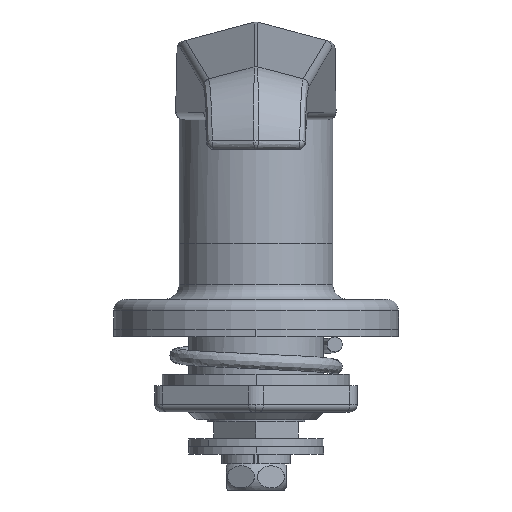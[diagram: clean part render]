
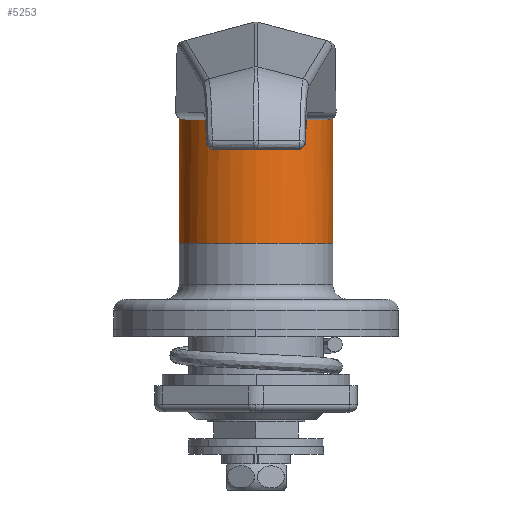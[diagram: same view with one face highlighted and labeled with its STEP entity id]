
A CAD part, front view. The second image highlights one B-rep face of the part: STEP entity #5253.
In plain terms, the highlighted cylindrical face has radius 10.25 mm (diameter 20.5 mm), a partial arc.
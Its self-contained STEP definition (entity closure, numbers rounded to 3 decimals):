
#1016 = ORIENTED_EDGE ( 'NONE', *, *, #7257, .T. ) ;
#1017 = ORIENTED_EDGE ( 'NONE', *, *, #7303, .F. ) ;
#1018 = ORIENTED_EDGE ( 'NONE', *, *, #7218, .T. ) ;
#1019 = ORIENTED_EDGE ( 'NONE', *, *, #7212, .F. ) ;
#1020 = ORIENTED_EDGE ( 'NONE', *, *, #7610, .F. ) ;
#1021 = ORIENTED_EDGE ( 'NONE', *, *, #7299, .F. ) ;
#1022 = ORIENTED_EDGE ( 'NONE', *, *, #7365, .F. ) ;
#1023 = ORIENTED_EDGE ( 'NONE', *, *, #7332, .F. ) ;
#1810 = VECTOR ( 'NONE', #4221, 1000. ) ;
#1815 = AXIS2_PLACEMENT_3D ( 'NONE', #6818, #6822, #6823 ) ;
#1914 = VECTOR ( 'NONE', #4456, 1000. ) ;
#1919 = AXIS2_PLACEMENT_3D ( 'NONE', #4434, #4441, #4442 ) ;
#2153 = EDGE_LOOP ( 'NONE', ( #1017, #1018, #1016, #1020, #1019, #1021, #1022, #1023 ) ) ;
#4219 = LINE ( 'NONE', #4220, #1810 ) ;
#4220 = CARTESIAN_POINT ( 'NONE',  ( 10.25, 0., 2. ) ) ;
#4221 = DIRECTION ( 'NONE',  ( 0., 0., 1. ) ) ;
#4434 = CARTESIAN_POINT ( 'NONE',  ( 0., 0., 0. ) ) ;
#4441 = DIRECTION ( 'NONE',  ( 0., 0., 1. ) ) ;
#4442 = DIRECTION ( 'NONE',  ( -1., 0., 0. ) ) ;
#4454 = LINE ( 'NONE', #4455, #1914 ) ;
#4455 = CARTESIAN_POINT ( 'NONE',  ( -10.25, 0., 2. ) ) ;
#4456 = DIRECTION ( 'NONE',  ( 0., 0., 1. ) ) ;
#4571 = CARTESIAN_POINT ( 'NONE',  ( -10.25, 0., 0.165 ) ) ;
#4572 = CARTESIAN_POINT ( 'NONE',  ( -10.25, -0.165, 0.17 ) ) ;
#4573 = CARTESIAN_POINT ( 'NONE',  ( -10.246, -0.33, 0.174 ) ) ;
#4574 = CARTESIAN_POINT ( 'NONE',  ( -10.238, -0.496, 0.175 ) ) ;
#4754 = CARTESIAN_POINT ( 'NONE',  ( -10.238, -0.496, 0.175 ) ) ;
#4755 = CARTESIAN_POINT ( 'NONE',  ( -10.209, -1.098, 0.182 ) ) ;
#4756 = CARTESIAN_POINT ( 'NONE',  ( -10.128, -1.687, 0.146 ) ) ;
#4757 = CARTESIAN_POINT ( 'NONE',  ( -9.931, -2.556, 0.078 ) ) ;
#4758 = CARTESIAN_POINT ( 'NONE',  ( -9.852, -2.843, 0.053 ) ) ;
#4759 = CARTESIAN_POINT ( 'NONE',  ( -9.67, -3.412, 0.014 ) ) ;
#4760 = CARTESIAN_POINT ( 'NONE',  ( -9.566, -3.695, 0. ) ) ;
#4761 = CARTESIAN_POINT ( 'NONE',  ( -9.45, -3.971, 0. ) ) ;
#5253 = ADVANCED_FACE ( 'NONE', ( #5536 ), #5548, .T. ) ;
#5536 = FACE_OUTER_BOUND ( 'NONE', #2153, .T. ) ;
#5544 = AXIS2_PLACEMENT_3D ( 'NONE', #10710, #10711, #10712 ) ;
#5548 = CYLINDRICAL_SURFACE ( 'NONE', #5544, 10.25 ) ;
#6775 = CARTESIAN_POINT ( 'NONE',  ( 9.45, -3.971, 0. ) ) ;
#6776 = CARTESIAN_POINT ( 'NONE',  ( 9.683, -3.416, 0. ) ) ;
#6777 = CARTESIAN_POINT ( 'NONE',  ( 9.864, -2.85, 0.054 ) ) ;
#6778 = CARTESIAN_POINT ( 'NONE',  ( 10.062, -1.979, 0.123 ) ) ;
#6779 = CARTESIAN_POINT ( 'NONE',  ( 10.115, -1.684, 0.145 ) ) ;
#6780 = CARTESIAN_POINT ( 'NONE',  ( 10.196, -1.089, 0.172 ) ) ;
#6781 = CARTESIAN_POINT ( 'NONE',  ( 10.224, -0.792, 0.179 ) ) ;
#6782 = CARTESIAN_POINT ( 'NONE',  ( 10.238, -0.496, 0.175 ) ) ;
#6818 = CARTESIAN_POINT ( 'NONE',  ( 0., 0., -16.5 ) ) ;
#6822 = DIRECTION ( 'NONE',  ( 0., 0., 1. ) ) ;
#6823 = DIRECTION ( 'NONE',  ( 1., 0., 0. ) ) ;
#6880 = B_SPLINE_CURVE_WITH_KNOTS ( 'NONE', 3,
 ( #6775, #6776, #6777, #6778, #6779, #6780, #6781, #6782 ),
 .UNSPECIFIED., .F., .F.,
 ( 4, 2, 2, 4 ),
 ( 0.011, 0.013, 0.014, 0.015 ),
 .UNSPECIFIED. ) ;
#6913 = B_SPLINE_CURVE_WITH_KNOTS ( 'NONE', 3,
 ( #4571, #4572, #4573, #4574 ),
 .UNSPECIFIED., .F., .F.,
 ( 4, 4 ),
 ( 0.003, 0.004 ),
 .UNSPECIFIED. ) ;
#6921 = B_SPLINE_CURVE_WITH_KNOTS ( 'NONE', 3,
 ( #4754, #4755, #4756, #4757, #4758, #4759, #4760, #4761 ),
 .UNSPECIFIED., .F., .F.,
 ( 4, 2, 2, 4 ),
 ( 0.002, 0.004, 0.005, 0.006 ),
 .UNSPECIFIED. ) ;
#6978 = B_SPLINE_CURVE_WITH_KNOTS ( 'NONE', 3,
 ( #9304, #9305, #9306, #9307 ),
 .UNSPECIFIED., .F., .F.,
 ( 4, 4 ),
 ( 0., 0. ),
 .UNSPECIFIED. ) ;
#7212 = EDGE_CURVE ( 'NONE', #8256, #8204, #6880, .T. ) ;
#7218 = EDGE_CURVE ( 'NONE', #8527, #8235, #8065, .T. ) ;
#7257 = EDGE_CURVE ( 'NONE', #8235, #8227, #4219, .T. ) ;
#7299 = EDGE_CURVE ( 'NONE', #8201, #8256, #8069, .T. ) ;
#7303 = EDGE_CURVE ( 'NONE', #8527, #8509, #4454, .T. ) ;
#7332 = EDGE_CURVE ( 'NONE', #8509, #8386, #6913, .T. ) ;
#7365 = EDGE_CURVE ( 'NONE', #8386, #8201, #6921, .T. ) ;
#7610 = EDGE_CURVE ( 'NONE', #8204, #8227, #6978, .T. ) ;
#8065 = CIRCLE ( 'NONE', #1815, 10.25 ) ;
#8069 = CIRCLE ( 'NONE', #1919, 10.25 ) ;
#8201 = VERTEX_POINT ( 'NONE', #9335 ) ;
#8204 = VERTEX_POINT ( 'NONE', #9338 ) ;
#8227 = VERTEX_POINT ( 'NONE', #9361 ) ;
#8235 = VERTEX_POINT ( 'NONE', #9369 ) ;
#8256 = VERTEX_POINT ( 'NONE', #9390 ) ;
#8386 = VERTEX_POINT ( 'NONE', #9520 ) ;
#8509 = VERTEX_POINT ( 'NONE', #9643 ) ;
#8527 = VERTEX_POINT ( 'NONE', #9661 ) ;
#9304 = CARTESIAN_POINT ( 'NONE',  ( 10.238, -0.496, 0.175 ) ) ;
#9305 = CARTESIAN_POINT ( 'NONE',  ( 10.246, -0.33, 0.174 ) ) ;
#9306 = CARTESIAN_POINT ( 'NONE',  ( 10.25, -0.165, 0.17 ) ) ;
#9307 = CARTESIAN_POINT ( 'NONE',  ( 10.25, 0., 0.165 ) ) ;
#9335 = CARTESIAN_POINT ( 'NONE',  ( -9.45, -3.971, 0. ) ) ;
#9338 = CARTESIAN_POINT ( 'NONE',  ( 10.238, -0.496, 0.175 ) ) ;
#9361 = CARTESIAN_POINT ( 'NONE',  ( 10.25, 0., 0.165 ) ) ;
#9369 = CARTESIAN_POINT ( 'NONE',  ( 10.25, 0., -16.5 ) ) ;
#9390 = CARTESIAN_POINT ( 'NONE',  ( 9.45, -3.971, 0. ) ) ;
#9520 = CARTESIAN_POINT ( 'NONE',  ( -10.238, -0.496, 0.175 ) ) ;
#9643 = CARTESIAN_POINT ( 'NONE',  ( -10.25, 0., 0.165 ) ) ;
#9661 = CARTESIAN_POINT ( 'NONE',  ( -10.25, 0., -16.5 ) ) ;
#10710 = CARTESIAN_POINT ( 'NONE',  ( 0., 0., 2. ) ) ;
#10711 = DIRECTION ( 'NONE',  ( 0., 0., 1. ) ) ;
#10712 = DIRECTION ( 'NONE',  ( 1., 0., 0. ) ) ;
